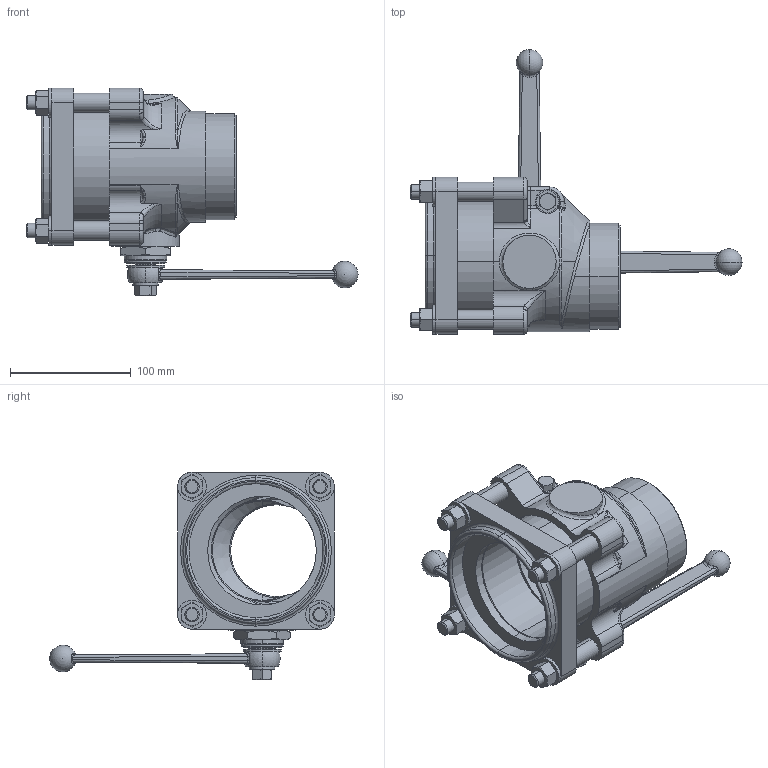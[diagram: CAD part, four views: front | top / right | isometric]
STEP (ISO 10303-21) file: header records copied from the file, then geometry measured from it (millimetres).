
FILE_DESCRIPTION (( 'STEP AP214' ), '1' );
FILE_NAME ('SGAV100GDO_251889.STEP', '2012-09-24T05:31:18', ( 'Admin2' ), ( '' ), 'SwSTEP 2.0', 'SolidWorks 2010', '' );
FILE_SCHEMA (( 'AUTOMOTIVE_DESIGN' ));
Length unit declared in the file: millimetre
Products named in the file (1): SGAV100GDO_251889
Bounding box: 275 x 236 x 172 mm (x, y, z)
Surface area: 194077.4 mm2 (no closed solid volume)
Topology: 0 solids, 34 shells, 889 faces, 2568 edges, 1678 vertices
Faces by surface type: plane 373, bspline 223, cylinder 142, cone 74, torus 67, sphere 10
Entity records: 52908 total; most frequent: CARTESIAN_POINT 23302, ORIENTED_EDGE 4527, DIRECTION 3829, EDGE_CURVE 2541, VERTEX_POINT 1666, AXIS2_PLACEMENT_3D 1295, LINE 1239, VECTOR 1239
